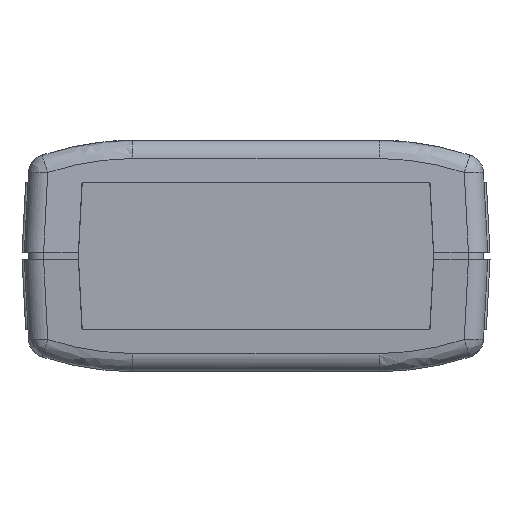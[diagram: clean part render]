
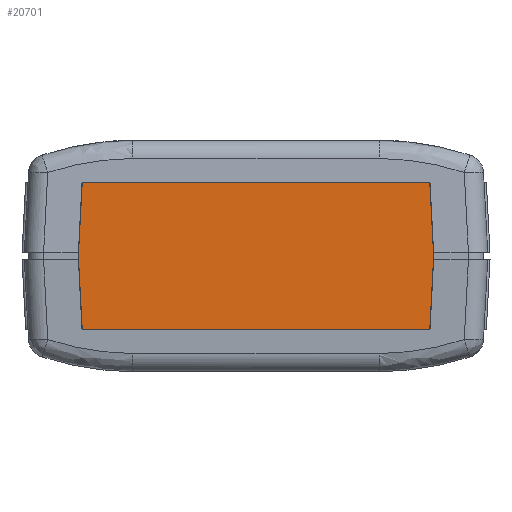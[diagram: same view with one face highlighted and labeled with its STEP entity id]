
A CAD part, front view. The second image highlights one B-rep face of the part: STEP entity #20701.
In plain terms, the highlighted planar face has unit normal (0, -1, 0).
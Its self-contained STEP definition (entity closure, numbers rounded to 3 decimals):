
#63 = FACE_OUTER_BOUND ( 'NONE', #20699, .T. ) ;
#64 = CARTESIAN_POINT ( 'NONE',  ( 720.718, -951.976, 10.544 ) ) ;
#89 = DIRECTION ( 'NONE',  ( 0., 0., -1. ) ) ;
#90 = DIRECTION ( 'NONE',  ( 0., -1., 0. ) ) ;
#91 = CARTESIAN_POINT ( 'NONE',  ( 743.125, -951.976, 20.044 ) ) ;
#95 = CARTESIAN_POINT ( 'NONE',  ( 720.125, -951.976, 20.044 ) ) ;
#96 = LINE ( 'NONE', #95, #144 ) ;
#99 = DIRECTION ( 'NONE',  ( 0., 0., -1. ) ) ;
#100 = DIRECTION ( 'NONE',  ( 0., 1., 0. ) ) ;
#101 = AXIS2_PLACEMENT_3D ( 'NONE', #111, #100, #99 ) ;
#102 = CIRCLE ( 'NONE', #101, 0.1 ) ;
#103 = CARTESIAN_POINT ( 'NONE',  ( 765.532, -951.976, 10.544 ) ) ;
#105 = PLANE ( 'NONE',  #120 ) ;
#106 = DIRECTION ( 'NONE',  ( -1., 0., 0. ) ) ;
#107 = VECTOR ( 'NONE', #106, 1000. ) ;
#108 = CARTESIAN_POINT ( 'NONE',  ( 765.532, -951.976, 10.544 ) ) ;
#109 = LINE ( 'NONE', #108, #107 ) ;
#111 = CARTESIAN_POINT ( 'NONE',  ( 720.718, -951.976, 10.644 ) ) ;
#120 = AXIS2_PLACEMENT_3D ( 'NONE', #91, #90, #89 ) ;
#125 = CARTESIAN_POINT ( 'NONE',  ( 766.125, -951.976, 20.044 ) ) ;
#126 = CARTESIAN_POINT ( 'NONE',  ( 720.125, -951.976, 20.044 ) ) ;
#129 = CIRCLE ( 'NONE', #139, 0.1 ) ;
#130 = CARTESIAN_POINT ( 'NONE',  ( 765.632, -951.976, 10.639 ) ) ;
#132 = DIRECTION ( 'NONE',  ( -0.052, 0., 0.999 ) ) ;
#133 = VECTOR ( 'NONE', #132, 1000. ) ;
#134 = CARTESIAN_POINT ( 'NONE',  ( 720.618, -951.976, 10.639 ) ) ;
#135 = LINE ( 'NONE', #134, #133 ) ;
#138 = DIRECTION ( 'NONE',  ( 0.052, 0., 0.999 ) ) ;
#139 = AXIS2_PLACEMENT_3D ( 'NONE', #184, #183, #182 ) ;
#144 = VECTOR ( 'NONE', #138, 1000. ) ;
#149 = CARTESIAN_POINT ( 'NONE',  ( 720.618, -951.976, 10.639 ) ) ;
#152 = VECTOR ( 'NONE', #158, 1000. ) ;
#153 = CARTESIAN_POINT ( 'NONE',  ( 765.532, -951.976, 29.544 ) ) ;
#154 = DIRECTION ( 'NONE',  ( 0., 0., -1. ) ) ;
#155 = DIRECTION ( 'NONE',  ( 0., 1., 0. ) ) ;
#156 = AXIS2_PLACEMENT_3D ( 'NONE', #180, #155, #154 ) ;
#158 = DIRECTION ( 'NONE',  ( 1., 0., 0. ) ) ;
#159 = CARTESIAN_POINT ( 'NONE',  ( 720.718, -951.976, 29.544 ) ) ;
#164 = CIRCLE ( 'NONE', #156, 0.1 ) ;
#167 = CARTESIAN_POINT ( 'NONE',  ( 720.718, -951.976, 29.544 ) ) ;
#168 = DIRECTION ( 'NONE',  ( -0.052, 0., -0.999 ) ) ;
#169 = VECTOR ( 'NONE', #168, 1000. ) ;
#170 = CARTESIAN_POINT ( 'NONE',  ( 766.125, -951.976, 20.044 ) ) ;
#171 = LINE ( 'NONE', #170, #169 ) ;
#174 = DIRECTION ( 'NONE',  ( 0.052, 0., -0.999 ) ) ;
#175 = VECTOR ( 'NONE', #174, 1000. ) ;
#176 = CARTESIAN_POINT ( 'NONE',  ( 765.632, -951.976, 29.45 ) ) ;
#177 = CARTESIAN_POINT ( 'NONE',  ( 765.632, -951.976, 29.45 ) ) ;
#178 = LINE ( 'NONE', #159, #152 ) ;
#179 = LINE ( 'NONE', #176, #175 ) ;
#180 = CARTESIAN_POINT ( 'NONE',  ( 765.532, -951.976, 29.444 ) ) ;
#182 = DIRECTION ( 'NONE',  ( 0., 0., -1. ) ) ;
#183 = DIRECTION ( 'NONE',  ( 0., 1., 0. ) ) ;
#184 = CARTESIAN_POINT ( 'NONE',  ( 765.532, -951.976, 10.644 ) ) ;
#268 = CIRCLE ( 'NONE', #300, 0.1 ) ;
#297 = DIRECTION ( 'NONE',  ( 0., 0., -1. ) ) ;
#298 = DIRECTION ( 'NONE',  ( 0., 1., 0. ) ) ;
#299 = CARTESIAN_POINT ( 'NONE',  ( 720.718, -951.976, 29.444 ) ) ;
#300 = AXIS2_PLACEMENT_3D ( 'NONE', #299, #298, #297 ) ;
#306 = CARTESIAN_POINT ( 'NONE',  ( 720.618, -951.976, 29.45 ) ) ;
#20693 = ORIENTED_EDGE ( 'NONE', *, *, #20732, .F. ) ;
#20696 = EDGE_CURVE ( 'NONE', #20704, #20698, #109, .T. ) ;
#20697 = EDGE_CURVE ( 'NONE', #20698, #20707, #102, .T. ) ;
#20698 = VERTEX_POINT ( 'NONE', #64 ) ;
#20699 = EDGE_LOOP ( 'NONE', ( #20700, #20705, #20693, #20738, #20744, #20736, #20743, #20747, #20746, #20726 ) ) ;
#20700 = ORIENTED_EDGE ( 'NONE', *, *, #20697, .F. ) ;
#20701 = ADVANCED_FACE ( 'NONE', ( #63 ), #105, .T. ) ;
#20704 = VERTEX_POINT ( 'NONE', #103 ) ;
#20705 = ORIENTED_EDGE ( 'NONE', *, *, #20696, .F. ) ;
#20707 = VERTEX_POINT ( 'NONE', #149 ) ;
#20722 = EDGE_CURVE ( 'NONE', #20737, #20803, #96, .T. ) ;
#20725 = EDGE_CURVE ( 'NONE', #20707, #20737, #135, .T. ) ;
#20726 = ORIENTED_EDGE ( 'NONE', *, *, #20725, .F. ) ;
#20732 = EDGE_CURVE ( 'NONE', #20735, #20704, #129, .T. ) ;
#20733 = VERTEX_POINT ( 'NONE', #125 ) ;
#20735 = VERTEX_POINT ( 'NONE', #130 ) ;
#20736 = ORIENTED_EDGE ( 'NONE', *, *, #20745, .F. ) ;
#20737 = VERTEX_POINT ( 'NONE', #126 ) ;
#20738 = ORIENTED_EDGE ( 'NONE', *, *, #20740, .F. ) ;
#20739 = EDGE_CURVE ( 'NONE', #20741, #20733, #179, .T. ) ;
#20740 = EDGE_CURVE ( 'NONE', #20733, #20735, #171, .T. ) ;
#20741 = VERTEX_POINT ( 'NONE', #177 ) ;
#20743 = ORIENTED_EDGE ( 'NONE', *, *, #20748, .F. ) ;
#20744 = ORIENTED_EDGE ( 'NONE', *, *, #20739, .F. ) ;
#20745 = EDGE_CURVE ( 'NONE', #20751, #20741, #164, .T. ) ;
#20746 = ORIENTED_EDGE ( 'NONE', *, *, #20722, .F. ) ;
#20747 = ORIENTED_EDGE ( 'NONE', *, *, #20802, .F. ) ;
#20748 = EDGE_CURVE ( 'NONE', #20749, #20751, #178, .T. ) ;
#20749 = VERTEX_POINT ( 'NONE', #167 ) ;
#20751 = VERTEX_POINT ( 'NONE', #153 ) ;
#20802 = EDGE_CURVE ( 'NONE', #20803, #20749, #268, .T. ) ;
#20803 = VERTEX_POINT ( 'NONE', #306 ) ;
